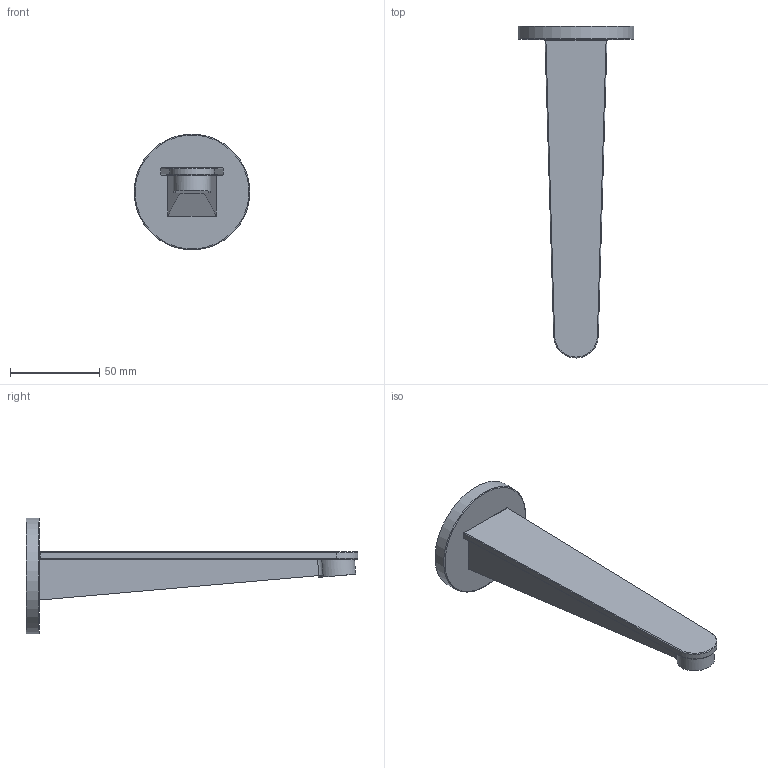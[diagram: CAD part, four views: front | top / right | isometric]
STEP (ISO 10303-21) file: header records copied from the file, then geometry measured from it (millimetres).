
FILE_DESCRIPTION(/* description */ (''),/* implementation_level */ '2;1');
FILE_NAME(/* name */ 'TVT127003000.step',/* time_stamp */ '2022-12-01T15:20:10+01:00',/* author */ (''),/* organization */ (''),/* preprocessor_version */ 'ST-DEVELOPER v19.2',/* originating_system */ 'Autodesk Translation Framework v11.17.0.187',/* authorisation */ '');
FILE_SCHEMA (('AUTOMOTIVE_DESIGN { 1 0 10303 214 3 1 1 }'));
Length unit declared in the file: millimetre
Products named in the file (8): (Nicht gespeichert); BOCCA-LAVABO-MURO-CONUM2; BOCCA-LAVABO-MURO-CONUM1; ACGRANO5X6PC; ACGRANO5X6PC (1); NEOPERL-TT-16_5X1_SHORT; PIATTINA-BOCCA-MURO-CONUM; ROSONE-BOCCA-207-CONUM_AF0
Assembly tree (7 placements, depth 2):
  (Nicht gespeichert)
    BOCCA-LAVABO-MURO-CONUM2
    BOCCA-LAVABO-MURO-CONUM1
    ACGRANO5X6PC
    ACGRANO5X6PC (1)
    NEOPERL-TT-16_5X1_SHORT
    PIATTINA-BOCCA-MURO-CONUM
    ROSONE-BOCCA-207-CONUM_AF0
Bounding box: 64.75 x 186.25 x 64.75 mm (x, y, z)
Volume: 100123.5 mm3; surface area: 34884.1 mm2
Topology: 3 solids, 4 shells, 53 faces, 111 edges, 66 vertices
Faces by surface type: plane 22, cylinder 19, sphere 4, cone 3, torus 3, bspline 2
Full cylindrical faces by diameter (mm): 16.5 x1, 21 x1, 24.5 x1, 65 x1
Entity records: 2064 total; most frequent: CARTESIAN_POINT 699, DIRECTION 269, ORIENTED_EDGE 220, EDGE_CURVE 111, AXIS2_PLACEMENT_3D 104, VERTEX_POINT 66, LINE 61, VECTOR 61
